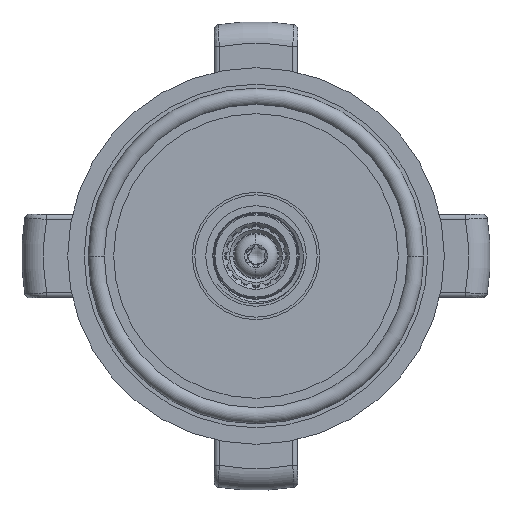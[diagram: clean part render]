
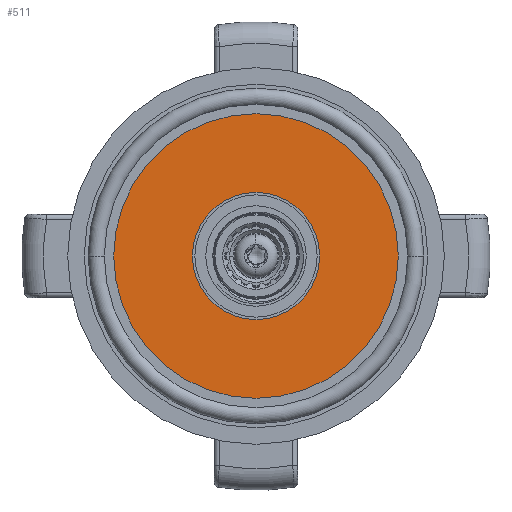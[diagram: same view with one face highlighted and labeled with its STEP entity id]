
A CAD part, front view. The second image highlights one B-rep face of the part: STEP entity #511.
In plain terms, the highlighted planar face has unit normal (0, -1, 0).
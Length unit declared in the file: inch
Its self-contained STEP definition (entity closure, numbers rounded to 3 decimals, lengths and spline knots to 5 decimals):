
#156=CARTESIAN_POINT('',(0.,0.25,0.));
#157=DIRECTION('',(0.,1.,0.));
#158=DIRECTION('',(-1.,0.,0.));
#159=AXIS2_PLACEMENT_3D('',#156,#157,#158);
#161=CARTESIAN_POINT('',(0.,0.25,0.));
#162=DIRECTION('',(0.,-1.,0.));
#163=DIRECTION('',(-1.,0.,0.));
#164=AXIS2_PLACEMENT_3D('',#161,#162,#163);
#166=CARTESIAN_POINT('',(0.,0.25,0.));
#167=DIRECTION('',(0.,-1.,0.));
#168=DIRECTION('',(-1.,0.,0.));
#169=AXIS2_PLACEMENT_3D('',#166,#167,#168);
#175=CARTESIAN_POINT('',(0.,0.25,0.));
#176=DIRECTION('',(0.,1.,0.));
#177=DIRECTION('',(-1.,0.,0.));
#178=AXIS2_PLACEMENT_3D('',#175,#176,#177);
#260=CARTESIAN_POINT('',(-0.38,0.25,0.));
#261=CARTESIAN_POINT('',(0.38,0.25,0.));
#262=VERTEX_POINT('',#260);
#263=VERTEX_POINT('',#261);
#264=CARTESIAN_POINT('',(-0.85,0.25,0.));
#265=CARTESIAN_POINT('',(0.85,0.25,0.));
#266=VERTEX_POINT('',#264);
#267=VERTEX_POINT('',#265);
#496=CARTESIAN_POINT('',(0.,0.25,0.));
#497=DIRECTION('',(0.,-1.,0.));
#498=DIRECTION('',(-1.,0.,0.));
#499=AXIS2_PLACEMENT_3D('',#496,#497,#498);
#500=PLANE('',#499);
#502=ORIENTED_EDGE('',*,*,#501,.F.);
#504=ORIENTED_EDGE('',*,*,#503,.T.);
#505=EDGE_LOOP('',(#502,#504));
#506=FACE_OUTER_BOUND('',#505,.F.);
#507=ORIENTED_EDGE('',*,*,#490,.F.);
#508=ORIENTED_EDGE('',*,*,#476,.T.);
#509=EDGE_LOOP('',(#507,#508));
#510=FACE_BOUND('',#509,.F.);
#511=ADVANCED_FACE('',(#506,#510),#500,.T.);
#160=CIRCLE('',#159,0.38);
#165=CIRCLE('',#164,0.38);
#170=CIRCLE('',#169,0.85);
#179=CIRCLE('',#178,0.85);
#476=EDGE_CURVE('',#262,#263,#165,.T.);
#490=EDGE_CURVE('',#262,#263,#160,.T.);
#501=EDGE_CURVE('',#266,#267,#170,.T.);
#503=EDGE_CURVE('',#266,#267,#179,.T.);
